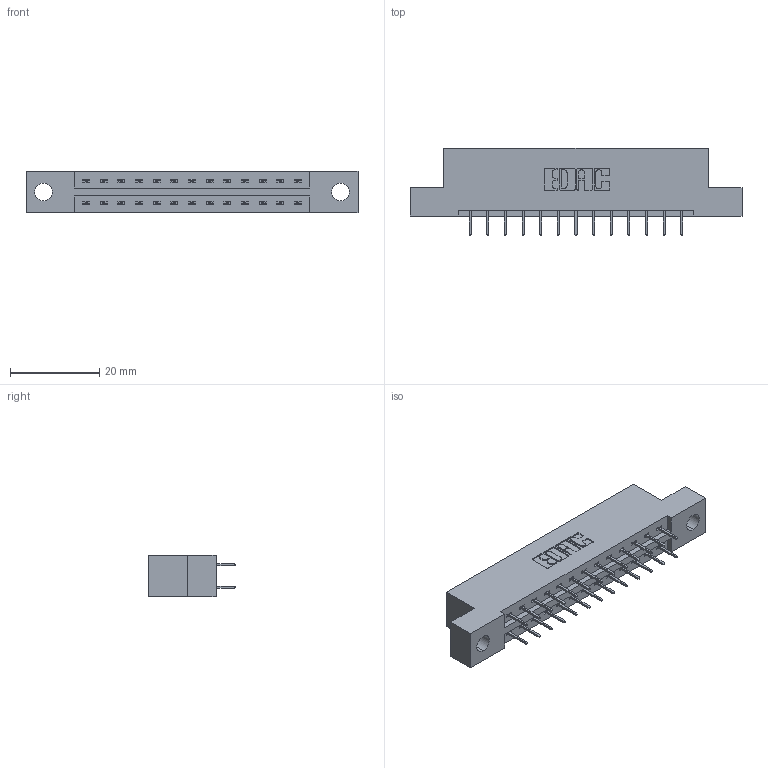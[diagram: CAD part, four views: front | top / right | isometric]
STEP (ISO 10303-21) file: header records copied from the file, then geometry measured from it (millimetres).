
FILE_DESCRIPTION (( 'STEP AP203' ), '1' );
FILE_NAME ('387-026-524-204.STEP', '2018-09-16T01:15:03', ( '' ), ( '' ), 'SwSTEP 2.0', 'SolidWorks 2016', '' );
FILE_SCHEMA (( 'CONFIG_CONTROL_DESIGN' ));
Length unit declared in the file: inch
Products named in the file (3): 387-026-524-204; 337 Part_Flush Mounting Lugs - 0.156 Dia-TH; 345-292-001_345-293-124
Assembly tree (27 placements, depth 2):
  387-026-524-204
    337 Part_Flush Mounting Lugs - 0.156 Dia-TH
    345-292-001_345-293-124  x26
Bounding box: 74.52 x 19.69 x 9.4 mm (x, y, z)
Volume: 7340.7 mm3; surface area: 7692.5 mm2
Topology: 27 solids, 27 shells, 1622 faces, 4601 edges, 2962 vertices
Faces by surface type: plane 1214, cylinder 408
Entity records: 13907 total; most frequent: CARTESIAN_POINT 2366, ORIENTED_EDGE 2302, DIRECTION 2067, EDGE_CURVE 1151, LINE 1027, VECTOR 1027, VERTEX_POINT 762, AXIS2_PLACEMENT_3D 520
